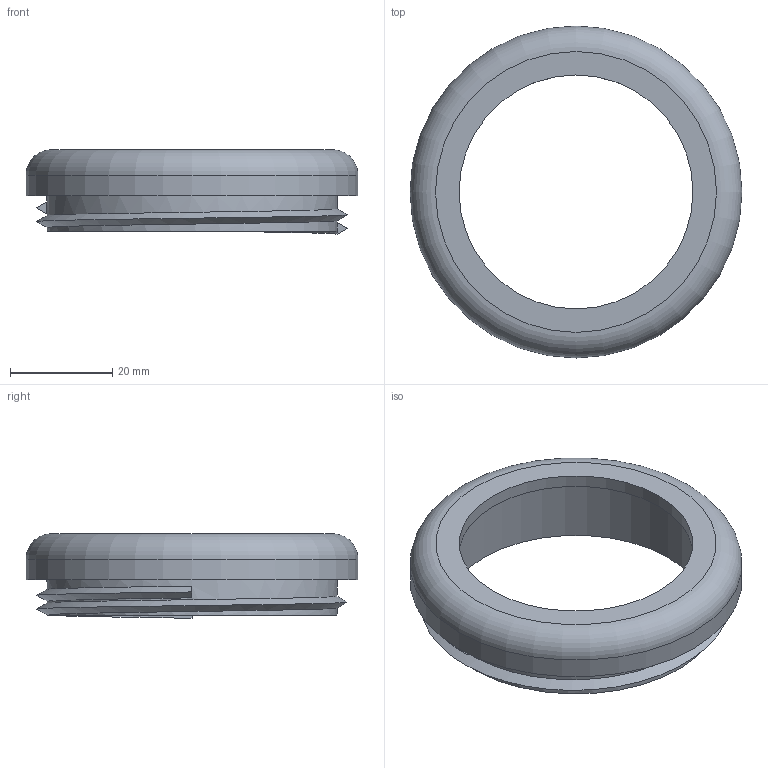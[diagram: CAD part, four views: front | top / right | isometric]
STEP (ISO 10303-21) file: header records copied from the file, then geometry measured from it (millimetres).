
FILE_DESCRIPTION(/* description */ ('STEP AP242','CAx-IF Rec.Pracs.---Representation and Presentation of Product Manufacturing Information (PMI)---4.0---2014-10-13','CAx-IF Rec.Pracs.---3D Tessellated Geometry---0.4---2014-09-14','2;1'),/* implementation_level */ '2;1');
FILE_NAME(/* name */ '665bb3875364a3491786650c',/* time_stamp */ '2024-06-01T23:49:28Z',/* author */ (''),/* organization */ (''),/* preprocessor_version */ 'ST-DEVELOPER v20',/* originating_system */ ' ',/* authorisation */ ' ');
FILE_SCHEMA (('AP242_MANAGED_MODEL_BASED_3D_ENGINEERING_MIM_LF { 1 0 10303 442 1 1 4 }'));
Length unit declared in the file: metre
Products named in the file (1): Cap
Bounding box: 65 x 65 x 16.55 mm (x, y, z)
Volume: 15695.6 mm3; surface area: 9180.3 mm2
Topology: 1 solids, 1 shells, 15 faces, 29 edges, 18 vertices
Faces by surface type: plane 6, cylinder 6, bspline 2, torus 1
Full cylindrical faces by diameter (mm): 45.8 x1, 50.8 x1, 56.8 x1, 65 x1
Entity records: 806 total; most frequent: CARTESIAN_POINT 523, DIRECTION 53, ORIENTED_EDGE 42, EDGE_LOOP 23, FACE_BOUND 23, AXIS2_PLACEMENT_3D 23, EDGE_CURVE 21, VERTEX_POINT 16
